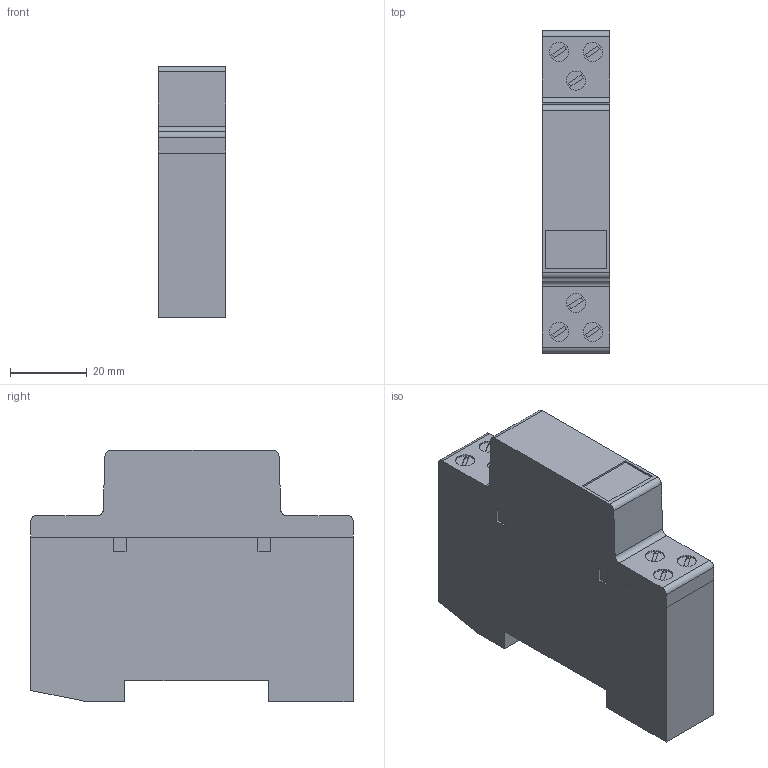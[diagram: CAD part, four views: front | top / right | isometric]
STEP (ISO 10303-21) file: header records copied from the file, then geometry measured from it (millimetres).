
FILE_DESCRIPTION(/* description */ (''),/* implementation_level */ '2;1');
FILE_NAME(/* name */ '3d_CN3220024.stp',/* time_stamp */ '2016-10-28T08:38:24+02:00',/* author */ ('Andrzej'),/* organization */ (''),/* preprocessor_version */ 'ST-DEVELOPER v15.5',/* originating_system */ 'AutoCAD Mechanical',/* authorisation */ '');
FILE_SCHEMA (('AUTOMOTIVE_DESIGN { 1 0 10303 214 3 1 1 }'));
Length unit declared in the file: millimetre
Products named in the file (1): Product
Bounding box: 17.5 x 84 x 65.5 mm (x, y, z)
Volume: 80794.9 mm3; surface area: 17582.5 mm2
Topology: 2 solids, 2 shells, 90 faces, 219 edges, 146 vertices
Faces by surface type: plane 66, cylinder 24
Full cylindrical faces by diameter (mm): 5 x6
Entity records: 2625 total; most frequent: CARTESIAN_POINT 450, DIRECTION 443, ORIENTED_EDGE 426, EDGE_CURVE 213, LINE 165, VECTOR 165, VERTEX_POINT 146, AXIS2_PLACEMENT_3D 139
